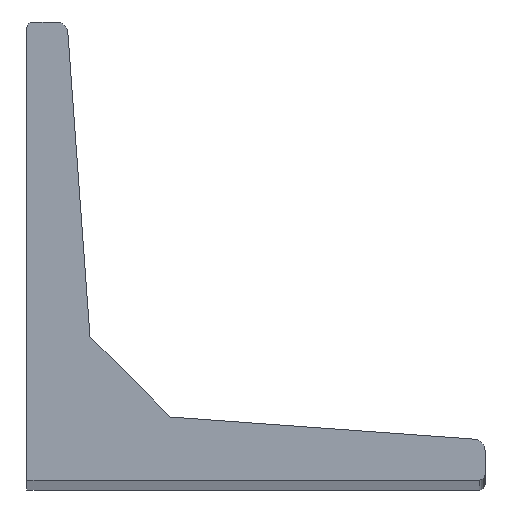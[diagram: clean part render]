
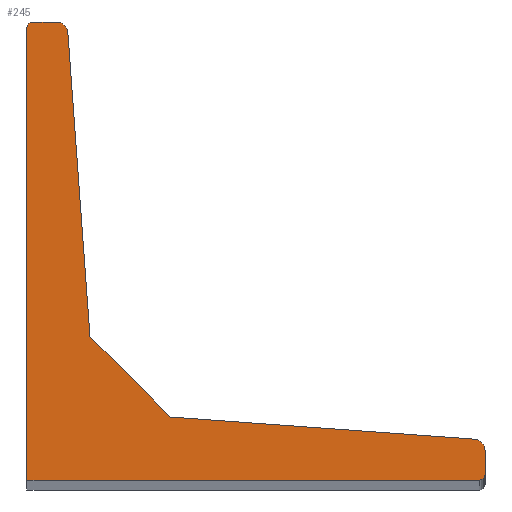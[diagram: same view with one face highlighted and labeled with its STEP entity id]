
A CAD part, top view. The second image highlights one B-rep face of the part: STEP entity #245.
In plain terms, the highlighted planar face has unit normal (0, 0, 1).
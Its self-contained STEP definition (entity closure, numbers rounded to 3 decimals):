
#23=PLANE('',#268);
#36=FACE_OUTER_BOUND('',#49,.T.);
#49=EDGE_LOOP('',(#218,#219,#220,#221,#222,#223,#224,#225,#226,#227,#228));
#54=LINE('',#353,#79);
#64=LINE('',#381,#89);
#67=LINE('',#389,#92);
#70=LINE('',#398,#95);
#72=LINE('',#401,#97);
#73=LINE('',#403,#98);
#74=LINE('',#405,#99);
#79=VECTOR('',#283,4.14);
#89=VECTOR('',#307,79.);
#92=VECTOR('',#316,53.285);
#95=VECTOR('',#325,53.285);
#97=VECTOR('',#329,4.14);
#98=VECTOR('',#332,19.799);
#99=VECTOR('',#335,79.);
#100=CIRCLE('',#249,1.);
#105=CIRCLE('',#257,1.);
#106=CIRCLE('',#260,2.);
#107=CIRCLE('',#263,2.);
#108=VERTEX_POINT('',#340);
#109=VERTEX_POINT('',#341);
#113=VERTEX_POINT('',#351);
#122=VERTEX_POINT('',#373);
#123=VERTEX_POINT('',#374);
#124=VERTEX_POINT('',#379);
#125=VERTEX_POINT('',#383);
#126=VERTEX_POINT('',#387);
#127=VERTEX_POINT('',#391);
#128=VERTEX_POINT('',#392);
#129=VERTEX_POINT('',#397);
#130=EDGE_CURVE('',#108,#109,#100,.T.);
#136=EDGE_CURVE('',#113,#108,#54,.T.);
#146=EDGE_CURVE('',#122,#123,#105,.T.);
#150=EDGE_CURVE('',#124,#122,#64,.T.);
#151=EDGE_CURVE('',#125,#113,#106,.T.);
#154=EDGE_CURVE('',#126,#125,#67,.T.);
#155=EDGE_CURVE('',#127,#128,#107,.T.);
#158=EDGE_CURVE('',#128,#129,#70,.T.);
#160=EDGE_CURVE('',#123,#127,#72,.T.);
#161=EDGE_CURVE('',#129,#126,#73,.T.);
#162=EDGE_CURVE('',#109,#124,#74,.T.);
#218=ORIENTED_EDGE('',*,*,#130,.F.);
#219=ORIENTED_EDGE('',*,*,#136,.F.);
#220=ORIENTED_EDGE('',*,*,#151,.F.);
#221=ORIENTED_EDGE('',*,*,#154,.F.);
#222=ORIENTED_EDGE('',*,*,#161,.F.);
#223=ORIENTED_EDGE('',*,*,#158,.F.);
#224=ORIENTED_EDGE('',*,*,#155,.F.);
#225=ORIENTED_EDGE('',*,*,#160,.F.);
#226=ORIENTED_EDGE('',*,*,#146,.F.);
#227=ORIENTED_EDGE('',*,*,#150,.F.);
#228=ORIENTED_EDGE('',*,*,#162,.F.);
#245=ADVANCED_FACE('',(#36),#23,.T.);
#249=AXIS2_PLACEMENT_3D('',#342,#273,#274);
#257=AXIS2_PLACEMENT_3D('',#375,#300,#301);
#260=AXIS2_PLACEMENT_3D('',#384,#310,#311);
#263=AXIS2_PLACEMENT_3D('',#393,#319,#320);
#268=AXIS2_PLACEMENT_3D('',#406,#336,#337);
#273=DIRECTION('center_axis',(0.,0.,-1.));
#274=DIRECTION('ref_axis',(0.707,-0.707,0.));
#283=DIRECTION('',(0.,-1.,0.));
#300=DIRECTION('center_axis',(0.,0.,-1.));
#301=DIRECTION('ref_axis',(-0.707,0.707,0.));
#307=DIRECTION('',(0.,1.,0.));
#310=DIRECTION('center_axis',(0.,0.,-1.));
#311=DIRECTION('ref_axis',(0.732,0.681,0.));
#316=DIRECTION('',(0.997,-0.073,0.));
#319=DIRECTION('center_axis',(0.,0.,-1.));
#320=DIRECTION('ref_axis',(0.681,0.732,0.));
#325=DIRECTION('',(0.073,-0.997,0.));
#329=DIRECTION('',(1.,0.,0.));
#332=DIRECTION('',(0.707,-0.707,0.));
#335=DIRECTION('',(-1.,0.,0.));
#336=DIRECTION('center_axis',(0.,0.,1.));
#337=DIRECTION('ref_axis',(1.,0.,0.));
#340=CARTESIAN_POINT('',(41.475,-47.411,1000.));
#341=CARTESIAN_POINT('',(40.475,-48.411,1000.));
#342=CARTESIAN_POINT('Origin',(40.475,-47.411,1000.));
#351=CARTESIAN_POINT('',(41.475,-43.271,1000.));
#353=CARTESIAN_POINT('',(41.475,-48.411,1000.));
#373=CARTESIAN_POINT('',(-38.525,30.589,1000.));
#374=CARTESIAN_POINT('',(-37.525,31.589,1000.));
#375=CARTESIAN_POINT('Origin',(-37.525,30.589,1000.));
#379=CARTESIAN_POINT('',(-38.525,-48.411,1000.));
#381=CARTESIAN_POINT('',(-38.525,31.589,1000.));
#383=CARTESIAN_POINT('',(39.621,-41.276,1000.));
#384=CARTESIAN_POINT('Origin',(39.475,-43.271,1000.));
#387=CARTESIAN_POINT('',(-13.525,-37.411,1000.));
#389=CARTESIAN_POINT('',(41.475,-41.411,1000.));
#391=CARTESIAN_POINT('',(-33.384,31.589,1000.));
#392=CARTESIAN_POINT('',(-31.39,29.734,1000.));
#393=CARTESIAN_POINT('Origin',(-33.384,29.589,1000.));
#397=CARTESIAN_POINT('',(-27.525,-23.411,1000.));
#398=CARTESIAN_POINT('',(-27.525,-23.411,1000.));
#401=CARTESIAN_POINT('',(-31.525,31.589,1000.));
#403=CARTESIAN_POINT('',(-13.525,-37.411,1000.));
#405=CARTESIAN_POINT('',(-38.525,-48.411,1000.));
#406=CARTESIAN_POINT('Origin',(-13.754,-23.641,1000.));
